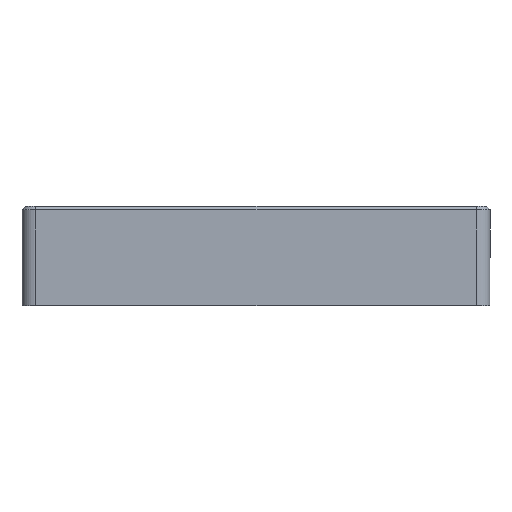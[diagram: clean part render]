
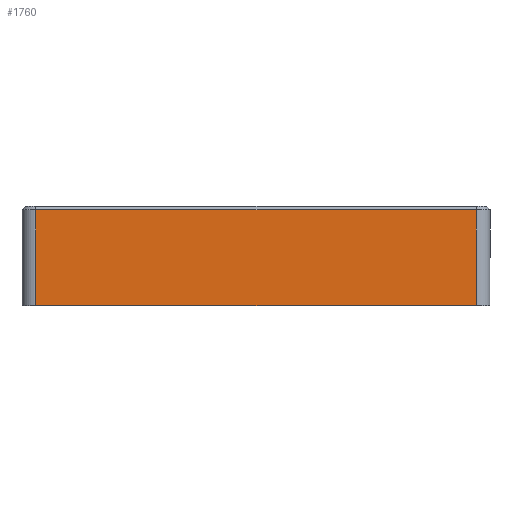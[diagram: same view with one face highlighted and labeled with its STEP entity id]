
A CAD part, left-side view. The second image highlights one B-rep face of the part: STEP entity #1760.
In plain terms, the highlighted planar face has unit normal (-1, 0, 0).
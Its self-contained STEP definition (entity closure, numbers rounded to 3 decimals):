
#170=FACE_OUTER_BOUND('',#270,.T.);
#270=EDGE_LOOP('',(#1199,#1200,#1201,#1202));
#381=LINE('',#2663,#557);
#383=LINE('',#2670,#559);
#385=LINE('',#2676,#561);
#386=LINE('',#2677,#562);
#557=VECTOR('',#2099,10.);
#559=VECTOR('',#2109,10.);
#561=VECTOR('',#2115,10.);
#562=VECTOR('',#2116,10.);
#732=VERTEX_POINT('',#2655);
#734=VERTEX_POINT('',#2661);
#735=VERTEX_POINT('',#2669);
#737=VERTEX_POINT('',#2675);
#915=EDGE_CURVE('',#734,#732,#381,.T.);
#919=EDGE_CURVE('',#732,#735,#383,.T.);
#922=EDGE_CURVE('',#737,#734,#385,.T.);
#923=EDGE_CURVE('',#735,#737,#386,.T.);
#1199=ORIENTED_EDGE('',*,*,#915,.F.);
#1200=ORIENTED_EDGE('',*,*,#922,.F.);
#1201=ORIENTED_EDGE('',*,*,#923,.F.);
#1202=ORIENTED_EDGE('',*,*,#919,.F.);
#1703=PLANE('',#1883);
#1760=ADVANCED_FACE('',(#170),#1703,.T.);
#1883=AXIS2_PLACEMENT_3D('',#2674,#2113,#2114);
#2099=DIRECTION('',(0.,-1.,0.));
#2109=DIRECTION('',(0.,0.,-1.));
#2113=DIRECTION('center_axis',(-1.,0.,0.));
#2114=DIRECTION('ref_axis',(0.,0.,1.));
#2115=DIRECTION('',(0.,0.,1.));
#2116=DIRECTION('',(0.,1.,0.));
#2655=CARTESIAN_POINT('',(-2.,0.,11.5));
#2661=CARTESIAN_POINT('',(-2.,63.15,11.5));
#2663=CARTESIAN_POINT('',(-2.,47.863,11.5));
#2669=CARTESIAN_POINT('',(-2.,0.,-2.25));
#2670=CARTESIAN_POINT('',(-2.,0.,-2.));
#2674=CARTESIAN_POINT('Origin',(-2.,64.15,2.));
#2675=CARTESIAN_POINT('',(-2.,63.15,-2.25));
#2676=CARTESIAN_POINT('',(-2.,63.15,2.));
#2677=CARTESIAN_POINT('',(-2.,47.863,-2.25));
